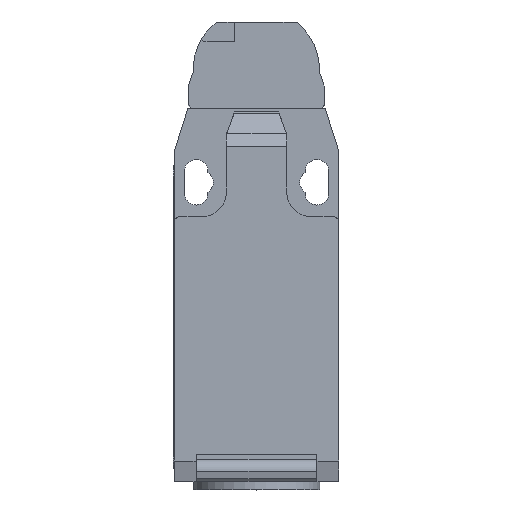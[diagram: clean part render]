
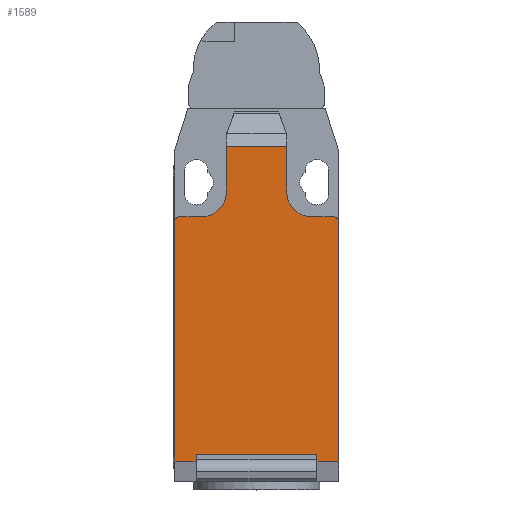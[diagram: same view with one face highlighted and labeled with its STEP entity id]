
A CAD part, top view. The second image highlights one B-rep face of the part: STEP entity #1589.
In plain terms, the highlighted planar face has unit normal (0, 0, 1).
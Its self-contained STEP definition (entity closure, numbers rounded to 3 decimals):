
#1206=CARTESIAN_POINT('',(9.5,62.513,30.0));
#1207=VERTEX_POINT('',#1206);
#1214=CARTESIAN_POINT('',(20.5,62.513,30.0));
#1215=VERTEX_POINT('',#1214);
#1216=CARTESIAN_POINT('',(20.5,62.513,30.));
#1217=DIRECTION('',(-1.0,0.0,0.0));
#1218=VECTOR('',#1217,11.);
#1219=LINE('',#1216,#1218);
#1220=EDGE_CURVE('',#1215,#1207,#1219,.T.);
#1344=CARTESIAN_POINT('',(20.5,54.2,30.));
#1345=VERTEX_POINT('',#1344);
#1346=CARTESIAN_POINT('',(20.5,62.513,30.));
#1347=DIRECTION('',(0.0,-1.0,0.0));
#1348=VECTOR('',#1347,8.313);
#1349=LINE('',#1346,#1348);
#1350=EDGE_CURVE('',#1215,#1345,#1349,.T.);
#1458=CARTESIAN_POINT('',(15.0,29.782,30.));
#1459=DIRECTION('',(0.0,0.0,-1.0));
#1460=DIRECTION('',(0.0,-1.0,0.0));
#1461=AXIS2_PLACEMENT_3D('',#1458,#1459,#1460);
#1462=PLANE('',#1461);
#1463=CARTESIAN_POINT('',(9.5,54.2,30.));
#1464=VERTEX_POINT('',#1463);
#1465=CARTESIAN_POINT('',(9.5,54.2,30.));
#1466=DIRECTION('',(0.0,1.0,0.0));
#1467=VECTOR('',#1466,8.313);
#1468=LINE('',#1465,#1467);
#1469=EDGE_CURVE('',#1464,#1207,#1468,.T.);
#1470=ORIENTED_EDGE('',*,*,#1469,.F.);
#1471=CARTESIAN_POINT('',(5.,49.7,30.));
#1472=VERTEX_POINT('',#1471);
#1473=CARTESIAN_POINT('',(5.,54.2,30.));
#1474=DIRECTION('',(0.0,0.0,1.0));
#1475=DIRECTION('',(0.0,-1.0,0.0));
#1476=AXIS2_PLACEMENT_3D('',#1473,#1474,#1475);
#1477=CIRCLE('',#1476,4.5);
#1478=EDGE_CURVE('',#1472,#1464,#1477,.T.);
#1479=ORIENTED_EDGE('',*,*,#1478,.F.);
#1480=CARTESIAN_POINT('',(1.,49.7,30.));
#1481=VERTEX_POINT('',#1480);
#1482=CARTESIAN_POINT('',(1.,49.7,30.));
#1483=DIRECTION('',(1.0,0.0,0.0));
#1484=VECTOR('',#1483,4.);
#1485=LINE('',#1482,#1484);
#1486=EDGE_CURVE('',#1481,#1472,#1485,.T.);
#1487=ORIENTED_EDGE('',*,*,#1486,.F.);
#1488=CARTESIAN_POINT('',(0.,48.7,30.));
#1489=VERTEX_POINT('',#1488);
#1490=CARTESIAN_POINT('',(1.,48.7,30.));
#1491=DIRECTION('',(0.0,0.0,-1.0));
#1492=DIRECTION('',(0.0,-1.0,0.0));
#1493=AXIS2_PLACEMENT_3D('',#1490,#1491,#1492);
#1494=CIRCLE('',#1493,1.0);
#1495=EDGE_CURVE('',#1489,#1481,#1494,.T.);
#1496=ORIENTED_EDGE('',*,*,#1495,.F.);
#1497=CARTESIAN_POINT('',(0.,6.4,30.0));
#1498=VERTEX_POINT('',#1497);
#1499=CARTESIAN_POINT('',(0.,48.7,30.));
#1500=DIRECTION('',(0.0,-1.0,0.0));
#1501=VECTOR('',#1500,42.3);
#1502=LINE('',#1499,#1501);
#1503=EDGE_CURVE('',#1489,#1498,#1502,.T.);
#1504=ORIENTED_EDGE('',*,*,#1503,.T.);
#1505=CARTESIAN_POINT('',(0.0,5.232,30.0));
#1506=VERTEX_POINT('',#1505);
#1507=CARTESIAN_POINT('',(0.0,6.4,30.0));
#1508=DIRECTION('',(0.0,-1.0,0.0));
#1509=VECTOR('',#1508,1.168);
#1510=LINE('',#1507,#1509);
#1511=EDGE_CURVE('',#1498,#1506,#1510,.T.);
#1512=ORIENTED_EDGE('',*,*,#1511,.T.);
#1513=CARTESIAN_POINT('',(4.,5.232,30.0));
#1514=VERTEX_POINT('',#1513);
#1515=CARTESIAN_POINT('',(0.0,5.232,30.0));
#1516=DIRECTION('',(1.0,0.0,0.0));
#1517=VECTOR('',#1516,4.);
#1518=LINE('',#1515,#1517);
#1519=EDGE_CURVE('',#1506,#1514,#1518,.T.);
#1520=ORIENTED_EDGE('',*,*,#1519,.T.);
#1521=CARTESIAN_POINT('',(4.,6.4,30.0));
#1522=VERTEX_POINT('',#1521);
#1523=CARTESIAN_POINT('',(4.0,5.232,30.0));
#1524=DIRECTION('',(0.0,1.0,0.0));
#1525=VECTOR('',#1524,1.168);
#1526=LINE('',#1523,#1525);
#1527=EDGE_CURVE('',#1514,#1522,#1526,.T.);
#1528=ORIENTED_EDGE('',*,*,#1527,.T.);
#1529=CARTESIAN_POINT('',(26.,6.4,30.0));
#1530=VERTEX_POINT('',#1529);
#1531=CARTESIAN_POINT('',(26.,6.4,30.));
#1532=DIRECTION('',(-1.0,0.0,0.0));
#1533=VECTOR('',#1532,22.);
#1534=LINE('',#1531,#1533);
#1535=EDGE_CURVE('',#1530,#1522,#1534,.T.);
#1536=ORIENTED_EDGE('',*,*,#1535,.F.);
#1537=CARTESIAN_POINT('',(26.,5.232,30.0));
#1538=VERTEX_POINT('',#1537);
#1539=CARTESIAN_POINT('',(26.,6.4,30.0));
#1540=DIRECTION('',(0.0,-1.0,0.0));
#1541=VECTOR('',#1540,1.168);
#1542=LINE('',#1539,#1541);
#1543=EDGE_CURVE('',#1530,#1538,#1542,.T.);
#1544=ORIENTED_EDGE('',*,*,#1543,.T.);
#1545=CARTESIAN_POINT('',(30.,5.232,30.0));
#1546=VERTEX_POINT('',#1545);
#1547=CARTESIAN_POINT('',(30.,5.232,30.));
#1548=DIRECTION('',(-1.0,0.0,0.0));
#1549=VECTOR('',#1548,4.);
#1550=LINE('',#1547,#1549);
#1551=EDGE_CURVE('',#1546,#1538,#1550,.T.);
#1552=ORIENTED_EDGE('',*,*,#1551,.F.);
#1553=CARTESIAN_POINT('',(30.,48.7,30.));
#1554=VERTEX_POINT('',#1553);
#1555=CARTESIAN_POINT('',(30.,48.7,30.));
#1556=DIRECTION('',(0.0,-1.0,0.0));
#1557=VECTOR('',#1556,43.468);
#1558=LINE('',#1555,#1557);
#1559=EDGE_CURVE('',#1554,#1546,#1558,.T.);
#1560=ORIENTED_EDGE('',*,*,#1559,.F.);
#1561=CARTESIAN_POINT('',(29.,49.7,30.));
#1562=VERTEX_POINT('',#1561);
#1563=CARTESIAN_POINT('',(29.,48.7,30.));
#1564=DIRECTION('',(0.0,0.0,-1.0));
#1565=DIRECTION('',(-1.0,0.0,0.0));
#1566=AXIS2_PLACEMENT_3D('',#1563,#1564,#1565);
#1567=CIRCLE('',#1566,1.0);
#1568=EDGE_CURVE('',#1562,#1554,#1567,.T.);
#1569=ORIENTED_EDGE('',*,*,#1568,.F.);
#1570=CARTESIAN_POINT('',(25.,49.7,30.));
#1571=VERTEX_POINT('',#1570);
#1572=CARTESIAN_POINT('',(25.,49.7,30.));
#1573=DIRECTION('',(1.0,0.0,0.0));
#1574=VECTOR('',#1573,4.0);
#1575=LINE('',#1572,#1574);
#1576=EDGE_CURVE('',#1571,#1562,#1575,.T.);
#1577=ORIENTED_EDGE('',*,*,#1576,.F.);
#1578=CARTESIAN_POINT('',(25.,54.2,30.));
#1579=DIRECTION('',(0.0,0.0,1.0));
#1580=DIRECTION('',(-1.0,0.0,0.0));
#1581=AXIS2_PLACEMENT_3D('',#1578,#1579,#1580);
#1582=CIRCLE('',#1581,4.5);
#1583=EDGE_CURVE('',#1345,#1571,#1582,.T.);
#1584=ORIENTED_EDGE('',*,*,#1583,.F.);
#1585=ORIENTED_EDGE('',*,*,#1350,.F.);
#1586=ORIENTED_EDGE('',*,*,#1220,.T.);
#1587=EDGE_LOOP('',(#1470,#1479,#1487,#1496,#1504,#1512,#1520,#1528,#1536,#1544,#1552,#1560,#1569,#1577,#1584,#1585,#1586));
#1588=FACE_OUTER_BOUND('',#1587,.T.);
#1589=ADVANCED_FACE('',(#1588),#1462,.F.);
